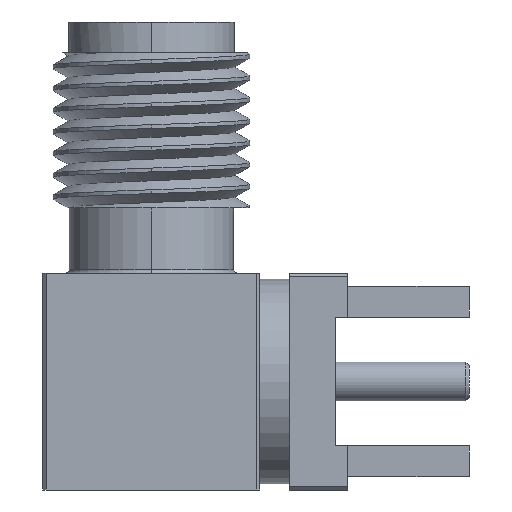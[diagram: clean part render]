
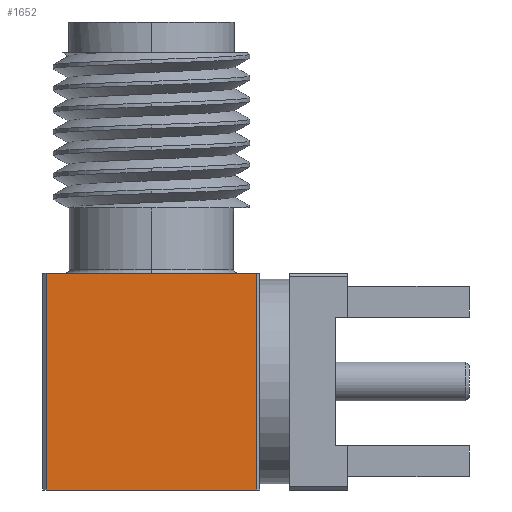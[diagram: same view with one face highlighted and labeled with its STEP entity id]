
A CAD part, left-side view. The second image highlights one B-rep face of the part: STEP entity #1652.
In plain terms, the highlighted planar face has unit normal (-1, 0, 0).
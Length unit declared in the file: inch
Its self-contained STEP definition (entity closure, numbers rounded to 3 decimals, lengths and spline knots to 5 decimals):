
#274 = CARTESIAN_POINT ( 'NONE',  ( -0.00493, 0.51844, 0.15774 ) ) ;
#320 = LINE ( 'NONE', #3993, #810 ) ;
#461 = VECTOR ( 'NONE', #4897, 39.37008 ) ;
#810 = VECTOR ( 'NONE', #5766, 39.37008 ) ;
#885 = CARTESIAN_POINT ( 'NONE',  ( -0.00493, 0.9259, 0.15774 ) ) ;
#1154 = DIRECTION ( 'NONE',  ( 0., 0., -1. ) ) ;
#1379 = CARTESIAN_POINT ( 'NONE',  ( -0.00493, 0.25073, 0.43333 ) ) ;
#1436 = PLANE ( 'NONE',  #3218 ) ;
#1538 = EDGE_CURVE ( 'NONE', #4281, #4231, #320, .T. ) ;
#1652 = ADVANCED_FACE ( 'NONE', ( #2421 ), #1436, .F. ) ;
#1694 = VERTEX_POINT ( 'NONE', #3230 ) ;
#1776 = VERTEX_POINT ( 'NONE', #3643 ) ;
#1790 = EDGE_CURVE ( 'NONE', #1694, #4231, #3426, .T. ) ;
#1887 = DIRECTION ( 'NONE',  ( 0., 1., 0. ) ) ;
#2144 = ORIENTED_EDGE ( 'NONE', *, *, #1790, .T. ) ;
#2288 = EDGE_CURVE ( 'NONE', #1776, #1694, #3568, .T. ) ;
#2317 = DIRECTION ( 'NONE',  ( 1., 0., 0. ) ) ;
#2421 = FACE_OUTER_BOUND ( 'NONE', #4661, .T. ) ;
#2473 = ORIENTED_EDGE ( 'NONE', *, *, #4946, .T. ) ;
#2911 = CARTESIAN_POINT ( 'NONE',  ( -0.00493, 0.51844, 0.43333 ) ) ;
#3218 = AXIS2_PLACEMENT_3D ( 'NONE', #4115, #2317, #1887 ) ;
#3230 = CARTESIAN_POINT ( 'NONE',  ( -0.00493, 0.25073, 0.15774 ) ) ;
#3426 = LINE ( 'NONE', #1379, #3702 ) ;
#3568 = LINE ( 'NONE', #885, #461 ) ;
#3643 = CARTESIAN_POINT ( 'NONE',  ( -0.00493, 0.51844, 0.15774 ) ) ;
#3702 = VECTOR ( 'NONE', #4581, 39.37008 ) ;
#3993 = CARTESIAN_POINT ( 'NONE',  ( -0.00493, 0.9259, 0.43333 ) ) ;
#4115 = CARTESIAN_POINT ( 'NONE',  ( -0.00493, 0.5086, 0.43333 ) ) ;
#4231 = VERTEX_POINT ( 'NONE', #4286 ) ;
#4266 = LINE ( 'NONE', #274, #5631 ) ;
#4281 = VERTEX_POINT ( 'NONE', #2911 ) ;
#4286 = CARTESIAN_POINT ( 'NONE',  ( -0.00493, 0.25073, 0.43333 ) ) ;
#4581 = DIRECTION ( 'NONE',  ( 0., 0., 1. ) ) ;
#4661 = EDGE_LOOP ( 'NONE', ( #4725, #2144, #5487, #2473 ) ) ;
#4725 = ORIENTED_EDGE ( 'NONE', *, *, #2288, .T. ) ;
#4897 = DIRECTION ( 'NONE',  ( 0., -1., 0. ) ) ;
#4946 = EDGE_CURVE ( 'NONE', #4281, #1776, #4266, .T. ) ;
#5487 = ORIENTED_EDGE ( 'NONE', *, *, #1538, .F. ) ;
#5631 = VECTOR ( 'NONE', #1154, 39.37008 ) ;
#5766 = DIRECTION ( 'NONE',  ( 0., -1., 0. ) ) ;
